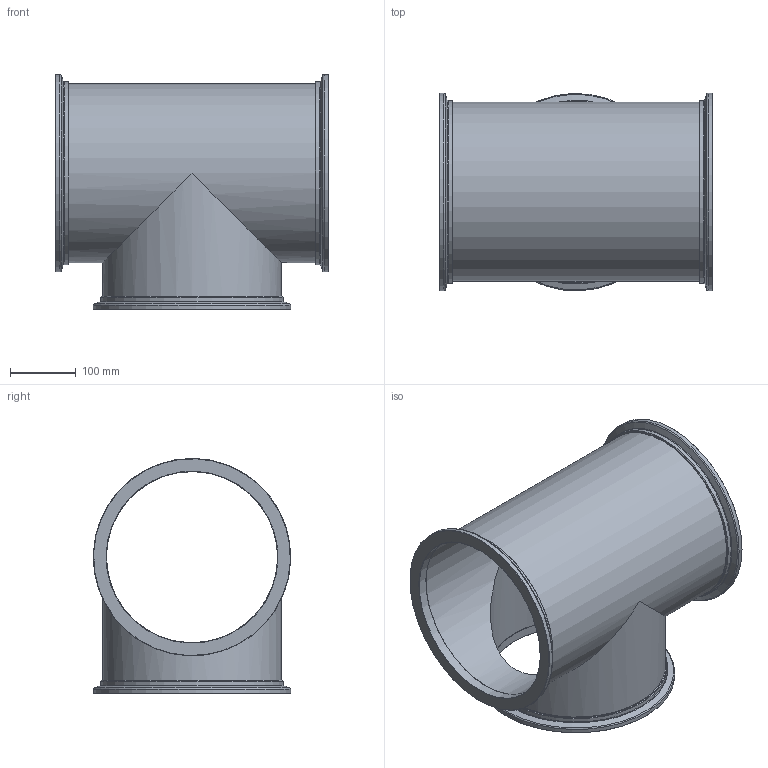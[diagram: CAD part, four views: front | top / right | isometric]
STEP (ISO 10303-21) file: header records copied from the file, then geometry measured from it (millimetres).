
FILE_DESCRIPTION(/* description */ (''),/* implementation_level */ '2;1');
FILE_NAME(/* name */ '33.250003.260.325',/* time_stamp */ '2019-06-18T13:19:26+02:00',/* author */ ('Murat Coskun Bicak'),/* organization */ ('Evac AG'),/* preprocessor_version */ 'ST-DEVELOPER v16.7',/* originating_system */ 'DEX',/* authorisation */ $);
FILE_SCHEMA (('AUTOMOTIVE_DESIGN {1 0 10303 214 3 1 1}'));
Length unit declared in the file: millimetre
Products named in the file (3): 33.250003.260.325; 33.250003.260.325-Rohr; 32.250003.210.325
Assembly tree (4 placements, depth 2):
  33.250003.260.325
    33.250003.260.325-Rohr
    32.250003.210.325  x3
Bounding box: 416 x 301 x 358.5 mm (x, y, z)
Volume: 2742251.8 mm3; surface area: 897340.8 mm2
Topology: 4 solids, 4 shells, 52 faces, 106 edges, 66 vertices
Faces by surface type: cone 18, cylinder 16, plane 12, torus 6
Full cylindrical faces by diameter (mm): 261 x5, 273 x5, 279 x3, 301 x3
Entity records: 578 total; most frequent: DIRECTION 104, CARTESIAN_POINT 77, AXIS2_PLACEMENT_3D 52, ORIENTED_EDGE 50, EDGE_LOOP 46, FACE_BOUND 46, EDGE_CURVE 25, VERTEX_POINT 25
